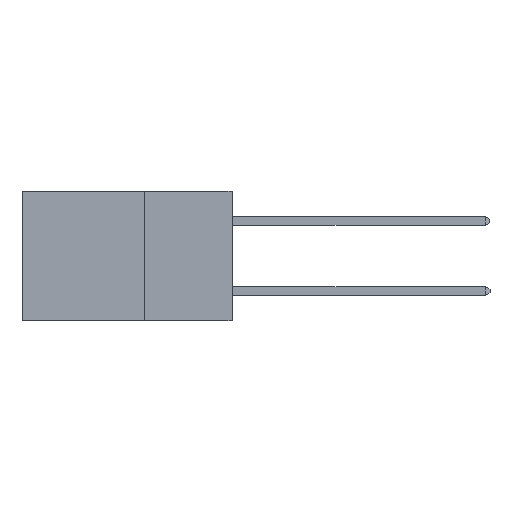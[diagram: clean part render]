
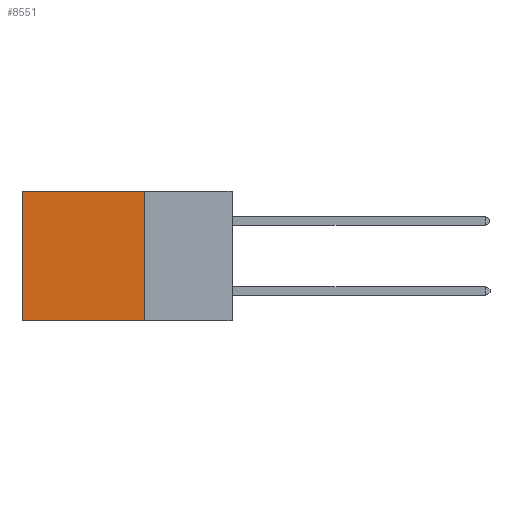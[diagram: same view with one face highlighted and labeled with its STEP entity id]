
A CAD part, left-side view. The second image highlights one B-rep face of the part: STEP entity #8551.
In plain terms, the highlighted planar face has unit normal (-1, 0, 0).
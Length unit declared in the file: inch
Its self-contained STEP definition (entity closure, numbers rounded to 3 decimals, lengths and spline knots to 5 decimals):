
#451 = VECTOR ( 'NONE', #4614, 39.37008 ) ;
#3699 = LINE ( 'NONE', #22148, #8235 ) ;
#4614 = DIRECTION ( 'NONE',  ( 0., 0., -1. ) ) ;
#4795 = CARTESIAN_POINT ( 'NONE',  ( 0.2875, 0.6, 0. ) ) ;
#5604 = EDGE_CURVE ( 'NONE', #18233, #5656, #5896, .T. ) ;
#5656 = VERTEX_POINT ( 'NONE', #13216 ) ;
#5896 = LINE ( 'NONE', #23502, #19193 ) ;
#5948 = CARTESIAN_POINT ( 'NONE',  ( 0.2875, 0.25, 0. ) ) ;
#6483 = FACE_OUTER_BOUND ( 'NONE', #13485, .T. ) ;
#7829 = CARTESIAN_POINT ( 'NONE',  ( 0.2875, 0.25, 0. ) ) ;
#8235 = VECTOR ( 'NONE', #10709, 39.37008 ) ;
#8551 = ADVANCED_FACE ( 'NONE', ( #6483 ), #15184, .F. ) ;
#9620 = EDGE_CURVE ( 'NONE', #12521, #17741, #19977, .T. ) ;
#10234 = EDGE_CURVE ( 'NONE', #18233, #12521, #3699, .T. ) ;
#10709 = DIRECTION ( 'NONE',  ( 0., 0., -1. ) ) ;
#11317 = LINE ( 'NONE', #4795, #451 ) ;
#12122 = DIRECTION ( 'NONE',  ( 0., 0., -1. ) ) ;
#12521 = VERTEX_POINT ( 'NONE', #13186 ) ;
#13186 = CARTESIAN_POINT ( 'NONE',  ( 0.2875, 0.25, -0.37 ) ) ;
#13216 = CARTESIAN_POINT ( 'NONE',  ( 0.2875, 0.6, 0. ) ) ;
#13485 = EDGE_LOOP ( 'NONE', ( #14001, #20258, #13634, #19109 ) ) ;
#13634 = ORIENTED_EDGE ( 'NONE', *, *, #10234, .F. ) ;
#14001 = ORIENTED_EDGE ( 'NONE', *, *, #17829, .T. ) ;
#14626 = DIRECTION ( 'NONE',  ( 0., 1., 0. ) ) ;
#15184 = PLANE ( 'NONE',  #16094 ) ;
#16094 = AXIS2_PLACEMENT_3D ( 'NONE', #7829, #21935, #12122 ) ;
#17741 = VERTEX_POINT ( 'NONE', #23480 ) ;
#17823 = DIRECTION ( 'NONE',  ( 0., 1., 0. ) ) ;
#17829 = EDGE_CURVE ( 'NONE', #5656, #17741, #11317, .T. ) ;
#18233 = VERTEX_POINT ( 'NONE', #5948 ) ;
#19109 = ORIENTED_EDGE ( 'NONE', *, *, #5604, .T. ) ;
#19193 = VECTOR ( 'NONE', #17823, 39.37008 ) ;
#19977 = LINE ( 'NONE', #20480, #24485 ) ;
#20258 = ORIENTED_EDGE ( 'NONE', *, *, #9620, .F. ) ;
#20480 = CARTESIAN_POINT ( 'NONE',  ( 0.2875, 0.25, -0.37 ) ) ;
#21935 = DIRECTION ( 'NONE',  ( 1., 0., 0. ) ) ;
#22148 = CARTESIAN_POINT ( 'NONE',  ( 0.2875, 0.25, 0. ) ) ;
#23480 = CARTESIAN_POINT ( 'NONE',  ( 0.2875, 0.6, -0.37 ) ) ;
#23502 = CARTESIAN_POINT ( 'NONE',  ( 0.2875, 0.25, 0. ) ) ;
#24485 = VECTOR ( 'NONE', #14626, 39.37008 ) ;
